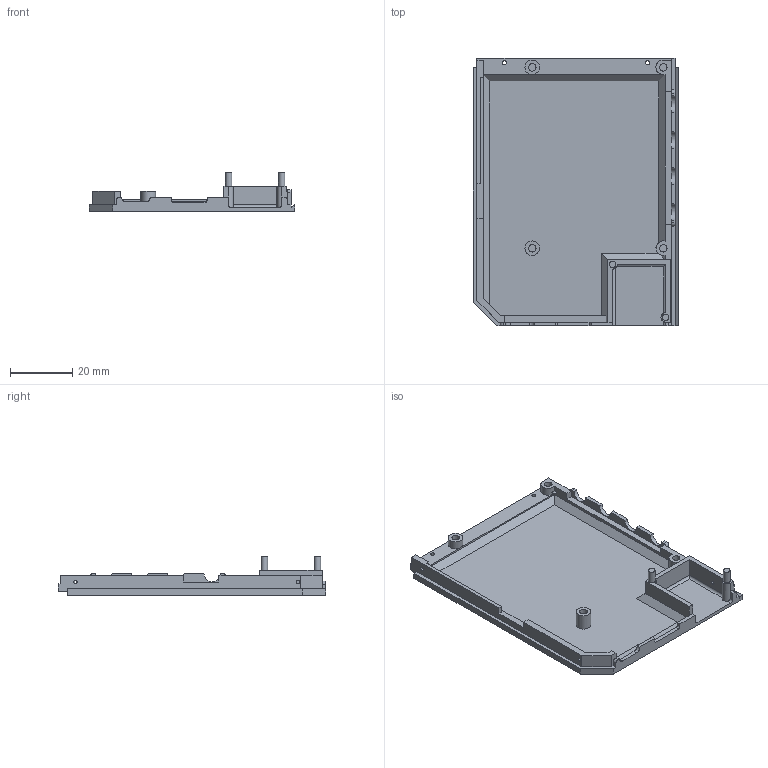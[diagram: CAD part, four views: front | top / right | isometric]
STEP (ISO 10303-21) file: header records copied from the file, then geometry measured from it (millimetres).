
FILE_DESCRIPTION(/* description */ (''),/* implementation_level */ '2;1');
FILE_NAME(/* name */ 'case-bottom.step',/* time_stamp */ '2024-04-15T14:49:19-07:00',/* author */ (''),/* organization */ (''),/* preprocessor_version */ 'ST-DEVELOPER v20',/* originating_system */ 'Autodesk Translation Framework v12.20.1.177',/* authorisation */ '');
FILE_SCHEMA (('AUTOMOTIVE_DESIGN { 1 0 10303 214 3 1 1 }'));
Length unit declared in the file: millimetre
Products named in the file (1): Bottom
Bounding box: 65.9 x 85.8 x 12.3 mm (x, y, z)
Volume: 10448.8 mm3; surface area: 14560.1 mm2
Topology: 1 solids, 1 shells, 123 faces, 335 edges, 219 vertices
Faces by surface type: plane 89, cylinder 34
Full cylindrical faces by diameter (mm): 1.1 x4, 1.3 x2, 2.1 x2, 2.4 x4, 4.7 x2
Entity records: 3966 total; most frequent: CARTESIAN_POINT 733, ORIENTED_EDGE 670, DIRECTION 651, EDGE_CURVE 335, LINE 255, VECTOR 255, VERTEX_POINT 219, AXIS2_PLACEMENT_3D 198
